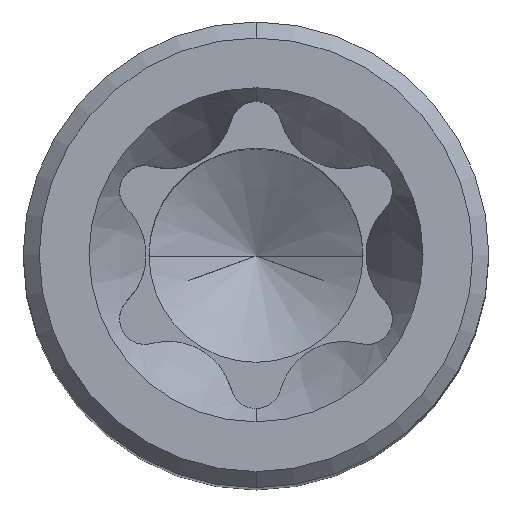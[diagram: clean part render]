
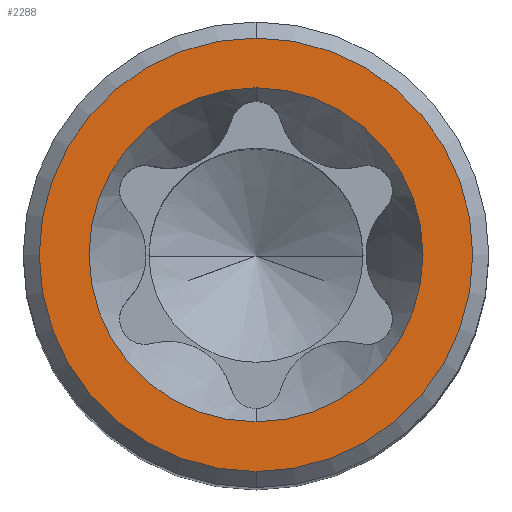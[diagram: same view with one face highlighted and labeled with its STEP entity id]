
A CAD part, top view. The second image highlights one B-rep face of the part: STEP entity #2288.
In plain terms, the highlighted planar face has unit normal (0, 0, 1).
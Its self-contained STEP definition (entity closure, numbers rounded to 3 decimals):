
#889=CARTESIAN_POINT('',(0.,0.,75.));
#890=DIRECTION('',(0.,0.,-1.));
#891=DIRECTION('',(0.,1.,0.));
#892=AXIS2_PLACEMENT_3D('',#889,#890,#891);
#894=CARTESIAN_POINT('',(0.,0.,75.));
#895=DIRECTION('',(0.,0.,-1.));
#896=DIRECTION('',(0.,-1.,0.));
#897=AXIS2_PLACEMENT_3D('',#894,#895,#896);
#899=CARTESIAN_POINT('',(0.,0.,75.));
#900=DIRECTION('',(0.,0.,1.));
#901=DIRECTION('',(0.,-1.,0.));
#902=AXIS2_PLACEMENT_3D('',#899,#900,#901);
#904=CARTESIAN_POINT('',(0.,0.,75.));
#905=DIRECTION('',(0.,0.,1.));
#906=DIRECTION('',(0.,1.,0.));
#907=AXIS2_PLACEMENT_3D('',#904,#905,#906);
#1261=CARTESIAN_POINT('',(0.,3.12,75.));
#1262=CARTESIAN_POINT('',(0.,-3.12,75.));
#1263=VERTEX_POINT('',#1261);
#1264=VERTEX_POINT('',#1262);
#1269=CARTESIAN_POINT('',(0.,-4.05,75.));
#1270=CARTESIAN_POINT('',(0.,4.05,75.));
#1271=VERTEX_POINT('',#1269);
#1272=VERTEX_POINT('',#1270);
#2272=CARTESIAN_POINT('',(0.,0.,75.));
#2273=DIRECTION('',(0.,0.,1.));
#2274=DIRECTION('',(0.,1.,0.));
#2275=AXIS2_PLACEMENT_3D('',#2272,#2273,#2274);
#2276=PLANE('',#2275);
#2277=ORIENTED_EDGE('',*,*,#2262,.F.);
#2279=ORIENTED_EDGE('',*,*,#2278,.F.);
#2280=EDGE_LOOP('',(#2277,#2279));
#2281=FACE_OUTER_BOUND('',#2280,.F.);
#2283=ORIENTED_EDGE('',*,*,#2282,.F.);
#2285=ORIENTED_EDGE('',*,*,#2284,.F.);
#2286=EDGE_LOOP('',(#2283,#2285));
#2287=FACE_BOUND('',#2286,.F.);
#2288=ADVANCED_FACE('',(#2281,#2287),#2276,.T.);
#893=CIRCLE('',#892,3.12);
#898=CIRCLE('',#897,3.12);
#903=CIRCLE('',#902,4.05);
#908=CIRCLE('',#907,4.05);
#2262=EDGE_CURVE('',#1271,#1272,#903,.T.);
#2278=EDGE_CURVE('',#1272,#1271,#908,.T.);
#2282=EDGE_CURVE('',#1263,#1264,#893,.T.);
#2284=EDGE_CURVE('',#1264,#1263,#898,.T.);
